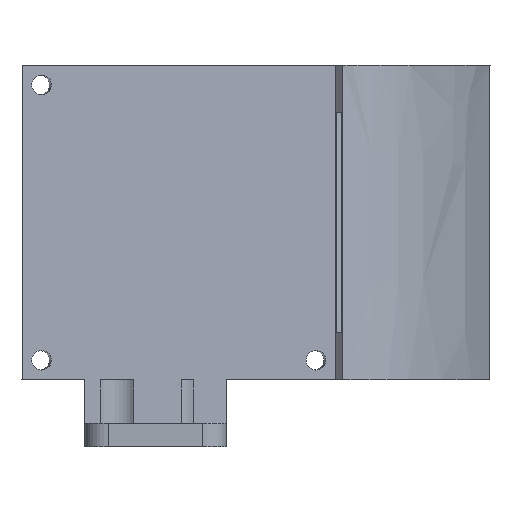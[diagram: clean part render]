
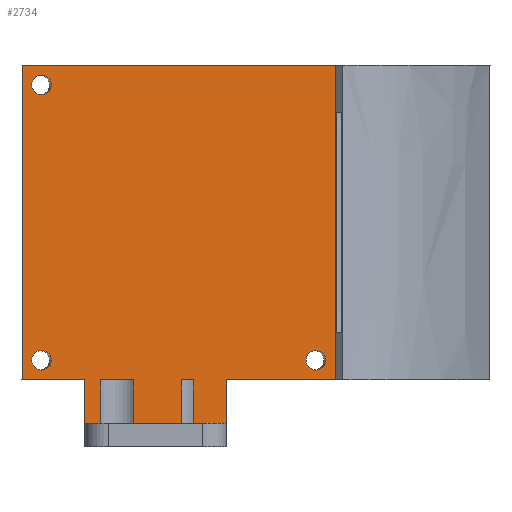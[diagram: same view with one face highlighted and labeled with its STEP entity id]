
A CAD part, left-side view. The second image highlights one B-rep face of the part: STEP entity #2734.
In plain terms, the highlighted planar face has unit normal (-0.996, -0.087, 0).
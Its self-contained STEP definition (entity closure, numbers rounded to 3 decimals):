
#166=FACE_BOUND('',#537,.T.);
#167=FACE_BOUND('',#538,.T.);
#168=FACE_BOUND('',#539,.T.);
#254=PLANE('',#2914);
#378=FACE_OUTER_BOUND('',#536,.T.);
#536=EDGE_LOOP('',(#2486,#2487,#2488,#2489,#2490,#2491,#2492,#2493,#2494,
#2495,#2496,#2497,#2498,#2499,#2500,#2501));
#537=EDGE_LOOP('',(#2502));
#538=EDGE_LOOP('',(#2503));
#539=EDGE_LOOP('',(#2504));
#575=LINE('',#3574,#823);
#587=LINE('',#3611,#835);
#588=LINE('',#3614,#836);
#589=LINE('',#3620,#837);
#590=LINE('',#3623,#838);
#593=LINE('',#3629,#841);
#594=LINE('',#3631,#842);
#679=LINE('',#4436,#927);
#698=LINE('',#4574,#946);
#703=LINE('',#4582,#951);
#751=LINE('',#4785,#999);
#775=LINE('',#4848,#1023);
#793=LINE('',#5034,#1041);
#794=LINE('',#5035,#1042);
#795=LINE('',#5037,#1043);
#796=LINE('',#5038,#1044);
#823=VECTOR('',#2982,10.);
#835=VECTOR('',#3016,10.);
#836=VECTOR('',#3019,10.);
#837=VECTOR('',#3024,10.);
#838=VECTOR('',#3027,10.);
#841=VECTOR('',#3034,10.);
#842=VECTOR('',#3037,10.);
#927=VECTOR('',#3208,10.);
#946=VECTOR('',#3241,10.);
#951=VECTOR('',#3246,10.);
#999=VECTOR('',#3342,10.);
#1023=VECTOR('',#3406,10.);
#1041=VECTOR('',#3468,10.);
#1042=VECTOR('',#3469,10.);
#1043=VECTOR('',#3470,10.);
#1044=VECTOR('',#3471,10.);
#1093=CIRCLE('',#2895,1.25);
#1094=CIRCLE('',#2897,1.25);
#1095=CIRCLE('',#2899,1.25);
#1127=VERTEX_POINT('',#3571);
#1128=VERTEX_POINT('',#3573);
#1140=VERTEX_POINT('',#3607);
#1141=VERTEX_POINT('',#3608);
#1142=VERTEX_POINT('',#3610);
#1143=VERTEX_POINT('',#3612);
#1144=VERTEX_POINT('',#3616);
#1145=VERTEX_POINT('',#3617);
#1146=VERTEX_POINT('',#3619);
#1147=VERTEX_POINT('',#3621);
#1271=VERTEX_POINT('',#4434);
#1272=VERTEX_POINT('',#4435);
#1296=VERTEX_POINT('',#4573);
#1299=VERTEX_POINT('',#4581);
#1338=VERTEX_POINT('',#4784);
#1359=VERTEX_POINT('',#4853);
#1360=VERTEX_POINT('',#4857);
#1361=VERTEX_POINT('',#4861);
#1368=VERTEX_POINT('',#5036);
#1401=EDGE_CURVE('',#1127,#1128,#575,.T.);
#1418=EDGE_CURVE('',#1140,#1142,#587,.T.);
#1420=EDGE_CURVE('',#1141,#1143,#588,.T.);
#1422=EDGE_CURVE('',#1144,#1146,#589,.T.);
#1424=EDGE_CURVE('',#1145,#1147,#590,.T.);
#1427=EDGE_CURVE('',#1142,#1143,#593,.T.);
#1428=EDGE_CURVE('',#1146,#1147,#594,.T.);
#1592=EDGE_CURVE('',#1271,#1272,#679,.T.);
#1626=EDGE_CURVE('',#1128,#1296,#698,.T.);
#1631=EDGE_CURVE('',#1272,#1299,#703,.T.);
#1696=EDGE_CURVE('',#1338,#1296,#751,.T.);
#1727=EDGE_CURVE('',#1338,#1271,#775,.T.);
#1730=EDGE_CURVE('',#1359,#1359,#1093,.T.);
#1732=EDGE_CURVE('',#1360,#1360,#1094,.T.);
#1734=EDGE_CURVE('',#1361,#1361,#1095,.T.);
#1756=EDGE_CURVE('',#1141,#1127,#793,.T.);
#1757=EDGE_CURVE('',#1145,#1140,#794,.T.);
#1758=EDGE_CURVE('',#1368,#1144,#795,.T.);
#1759=EDGE_CURVE('',#1368,#1299,#796,.T.);
#2486=ORIENTED_EDGE('',*,*,#1727,.F.);
#2487=ORIENTED_EDGE('',*,*,#1696,.T.);
#2488=ORIENTED_EDGE('',*,*,#1626,.F.);
#2489=ORIENTED_EDGE('',*,*,#1401,.F.);
#2490=ORIENTED_EDGE('',*,*,#1756,.F.);
#2491=ORIENTED_EDGE('',*,*,#1420,.T.);
#2492=ORIENTED_EDGE('',*,*,#1427,.F.);
#2493=ORIENTED_EDGE('',*,*,#1418,.F.);
#2494=ORIENTED_EDGE('',*,*,#1757,.F.);
#2495=ORIENTED_EDGE('',*,*,#1424,.T.);
#2496=ORIENTED_EDGE('',*,*,#1428,.F.);
#2497=ORIENTED_EDGE('',*,*,#1422,.F.);
#2498=ORIENTED_EDGE('',*,*,#1758,.F.);
#2499=ORIENTED_EDGE('',*,*,#1759,.T.);
#2500=ORIENTED_EDGE('',*,*,#1631,.F.);
#2501=ORIENTED_EDGE('',*,*,#1592,.F.);
#2502=ORIENTED_EDGE('',*,*,#1730,.T.);
#2503=ORIENTED_EDGE('',*,*,#1732,.T.);
#2504=ORIENTED_EDGE('',*,*,#1734,.T.);
#2734=ADVANCED_FACE('',(#378,#166,#167,#168),#254,.T.);
#2895=AXIS2_PLACEMENT_3D('',#4854,#3412,#3413);
#2897=AXIS2_PLACEMENT_3D('',#4858,#3417,#3418);
#2899=AXIS2_PLACEMENT_3D('',#4862,#3422,#3423);
#2914=AXIS2_PLACEMENT_3D('',#5033,#3466,#3467);
#2982=DIRECTION('',(0.,0.,1.));
#3016=DIRECTION('',(0.,0.,1.));
#3019=DIRECTION('',(0.,0.,1.));
#3024=DIRECTION('',(0.,0.,1.));
#3027=DIRECTION('',(0.,0.,1.));
#3034=DIRECTION('',(-0.087,0.996,0.));
#3037=DIRECTION('',(-0.087,0.996,0.));
#3208=DIRECTION('',(0.,0.,-1.));
#3241=DIRECTION('',(-0.087,0.996,0.));
#3246=DIRECTION('',(-0.087,0.996,0.));
#3342=DIRECTION('',(0.,0.,-1.));
#3406=DIRECTION('',(0.087,-0.996,0.));
#3412=DIRECTION('center_axis',(0.996,0.087,0.));
#3413=DIRECTION('ref_axis',(0.,0.,
1.));
#3417=DIRECTION('center_axis',(0.996,0.087,0.));
#3418=DIRECTION('ref_axis',(0.,0.,1.));
#3422=DIRECTION('center_axis',(0.996,0.087,0.));
#3423=DIRECTION('ref_axis',(0.,0.,
1.));
#3466=DIRECTION('center_axis',(-0.996,-0.087,0.));
#3467=DIRECTION('ref_axis',(-0.087,0.996,0.));
#3468=DIRECTION('',(-0.087,0.996,0.));
#3469=DIRECTION('',(-0.087,0.996,0.));
#3470=DIRECTION('',(-0.087,0.996,0.));
#3471=DIRECTION('',(0.,0.,1.));
#3571=CARTESIAN_POINT('',(-25.738,-3.5,39.8));
#3573=CARTESIAN_POINT('',(-25.738,-3.5,45.3));
#3574=CARTESIAN_POINT('',(-25.738,-3.5,36.8));
#3607=CARTESIAN_POINT('',(-25.193,-9.718,39.8));
#3608=CARTESIAN_POINT('',(-25.562,-5.51,39.8));
#3610=CARTESIAN_POINT('',(-25.193,-9.718,45.3));
#3611=CARTESIAN_POINT('',(-25.193,-9.718,36.8));
#3612=CARTESIAN_POINT('',(-25.562,-5.51,45.3));
#3614=CARTESIAN_POINT('',(-25.562,-5.51,36.8));
#3616=CARTESIAN_POINT('',(-24.534,-17.253,39.8));
#3617=CARTESIAN_POINT('',(-24.658,-15.839,39.8));
#3619=CARTESIAN_POINT('',(-24.534,-17.253,45.3));
#3620=CARTESIAN_POINT('',(-24.534,-17.253,36.8));
#3621=CARTESIAN_POINT('',(-24.658,-15.839,45.3));
#3623=CARTESIAN_POINT('',(-24.658,-15.839,36.8));
#3629=CARTESIAN_POINT('',(-26.436,4.481,45.3));
#3631=CARTESIAN_POINT('',(-26.436,4.481,45.3));
#4434=CARTESIAN_POINT('',(-22.95,-35.367,85.3));
#4435=CARTESIAN_POINT('',(-22.95,-35.367,45.3));
#4436=CARTESIAN_POINT('',(-22.95,-35.367,75.3));
#4573=CARTESIAN_POINT('',(-26.436,4.481,45.3));
#4574=CARTESIAN_POINT('',(-26.436,4.481,45.3));
#4581=CARTESIAN_POINT('',(-24.163,-21.5,45.3));
#4582=CARTESIAN_POINT('',(-26.436,4.481,45.3));
#4784=CARTESIAN_POINT('',(-26.436,4.481,85.3));
#4785=CARTESIAN_POINT('',(-26.436,4.481,85.3));
#4848=CARTESIAN_POINT('',(-26.436,4.481,85.3));
#4853=CARTESIAN_POINT('',(-26.218,1.99,46.55));
#4854=CARTESIAN_POINT('Origin',(-26.218,1.99,47.8));
#4857=CARTESIAN_POINT('',(-26.218,1.99,81.55));
#4858=CARTESIAN_POINT('Origin',(-26.218,1.99,82.8));
#4861=CARTESIAN_POINT('',(-23.167,-32.876,46.55));
#4862=CARTESIAN_POINT('Origin',(-23.167,-32.876,47.8));
#5033=CARTESIAN_POINT('Origin',(-22.95,-35.367,85.3));
#5034=CARTESIAN_POINT('',(-22.95,-35.367,39.8));
#5035=CARTESIAN_POINT('',(-22.95,-35.367,39.8));
#5036=CARTESIAN_POINT('',(-24.163,-21.5,39.8));
#5037=CARTESIAN_POINT('',(-22.95,-35.367,39.8));
#5038=CARTESIAN_POINT('',(-24.163,-21.5,36.8));
